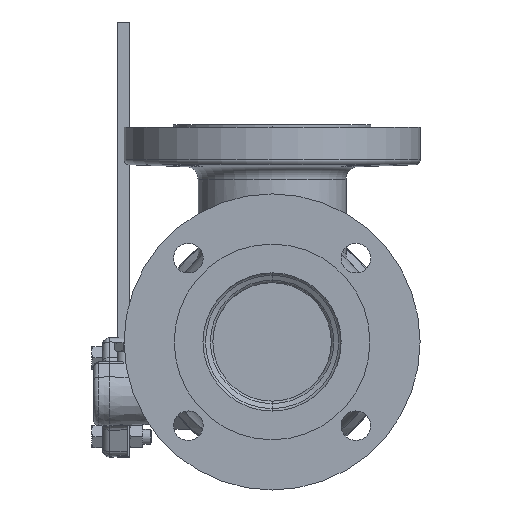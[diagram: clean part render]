
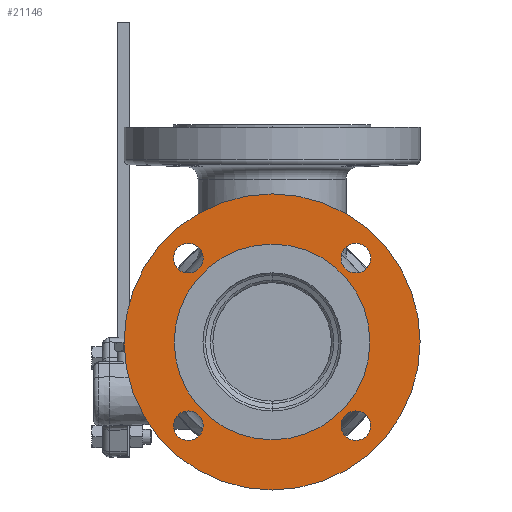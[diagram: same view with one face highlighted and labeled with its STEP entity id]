
A CAD part, front view. The second image highlights one B-rep face of the part: STEP entity #21146.
In plain terms, the highlighted planar face has unit normal (0, -1, 0).
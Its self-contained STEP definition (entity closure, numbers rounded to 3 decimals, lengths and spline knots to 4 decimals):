
#388 = CARTESIAN_POINT ( 'NONE',  ( 0., 0.1956, 0. ) ) ;
#835 = DIRECTION ( 'NONE',  ( 0., 1., 0. ) ) ;
#1102 = AXIS2_PLACEMENT_3D ( 'NONE', #26610, #835, #30904 ) ;
#1793 = FACE_OUTER_BOUND ( 'NONE', #48095, .T. ) ;
#2159 = CIRCLE ( 'NONE', #19005, 0.375 ) ;
#2361 = AXIS2_PLACEMENT_3D ( 'NONE', #3185, #33241, #7463 ) ;
#3185 = CARTESIAN_POINT ( 'NONE',  ( 0., 0.1956, 0. ) ) ;
#3493 = DIRECTION ( 'NONE',  ( 0., 0., -1. ) ) ;
#3835 = CARTESIAN_POINT ( 'NONE',  ( -2.1213, 0.1956, 2.1213 ) ) ;
#3851 = VERTEX_POINT ( 'NONE', #41177 ) ;
#3959 = ORIENTED_EDGE ( 'NONE', *, *, #20046, .T. ) ;
#6420 = DIRECTION ( 'NONE',  ( 0., 1., 0. ) ) ;
#7463 = DIRECTION ( 'NONE',  ( 0., 0., -1. ) ) ;
#7745 = CARTESIAN_POINT ( 'NONE',  ( -2.1213, 0.1956, -1.7463 ) ) ;
#7793 = CARTESIAN_POINT ( 'NONE',  ( -2.1213, 0.1956, 1.7463 ) ) ;
#7982 = DIRECTION ( 'NONE',  ( 0., 1., 0. ) ) ;
#8151 = DIRECTION ( 'NONE',  ( 0., 0., -1. ) ) ;
#8234 = AXIS2_PLACEMENT_3D ( 'NONE', #18726, #44236, #46138 ) ;
#8439 = EDGE_LOOP ( 'NONE', ( #26740, #47199 ) ) ;
#10129 = DIRECTION ( 'NONE',  ( 0., -1., 0. ) ) ;
#10237 = VERTEX_POINT ( 'NONE', #50460 ) ;
#10269 = EDGE_LOOP ( 'NONE', ( #51592, #45713 ) ) ;
#11025 = CIRCLE ( 'NONE', #13672, 0.375 ) ;
#11155 = VERTEX_POINT ( 'NONE', #49775 ) ;
#11178 = CARTESIAN_POINT ( 'NONE',  ( 2.1213, 0.1956, -1.7463 ) ) ;
#11760 = CARTESIAN_POINT ( 'NONE',  ( -2.1213, 0.1956, -2.1213 ) ) ;
#11835 = AXIS2_PLACEMENT_3D ( 'NONE', #23237, #53421, #27568 ) ;
#12831 = PLANE ( 'NONE',  #37592 ) ;
#13206 = FACE_BOUND ( 'NONE', #52056, .T. ) ;
#13672 = AXIS2_PLACEMENT_3D ( 'NONE', #33715, #7982, #38102 ) ;
#13728 = EDGE_CURVE ( 'NONE', #32681, #44569, #50285, .T. ) ;
#14372 = CIRCLE ( 'NONE', #1102, 0.375 ) ;
#14602 = CIRCLE ( 'NONE', #49516, 3.75 ) ;
#14799 = EDGE_LOOP ( 'NONE', ( #3959, #34273 ) ) ;
#15741 = EDGE_CURVE ( 'NONE', #45251, #3851, #2159, .T. ) ;
#15810 = ORIENTED_EDGE ( 'NONE', *, *, #20353, .T. ) ;
#16055 = CARTESIAN_POINT ( 'NONE',  ( 2.1213, 0.1956, 2.1213 ) ) ;
#16094 = DIRECTION ( 'NONE',  ( 0., 0., -1. ) ) ;
#18053 = DIRECTION ( 'NONE',  ( 0., 0., -1. ) ) ;
#18726 = CARTESIAN_POINT ( 'NONE',  ( 0., 0.1956, 0. ) ) ;
#19005 = AXIS2_PLACEMENT_3D ( 'NONE', #33693, #34699, #18053 ) ;
#20046 = EDGE_CURVE ( 'NONE', #3851, #45251, #42952, .T. ) ;
#20353 = EDGE_CURVE ( 'NONE', #26383, #35508, #14602, .T. ) ;
#20471 = CARTESIAN_POINT ( 'NONE',  ( 0., 0.1956, -3.75 ) ) ;
#21078 = CARTESIAN_POINT ( 'NONE',  ( 2.1213, 0.1956, -2.1213 ) ) ;
#21146 = ADVANCED_FACE ( 'NONE', ( #36138, #50328, #47598, #24647, #13206, #1793 ), #12831, .T. ) ;
#21589 = EDGE_CURVE ( 'NONE', #49743, #10237, #48279, .T. ) ;
#21821 = CIRCLE ( 'NONE', #11835, 2.4781 ) ;
#22431 = CARTESIAN_POINT ( 'NONE',  ( 0., 0.1956, -2.4781 ) ) ;
#23237 = CARTESIAN_POINT ( 'NONE',  ( 0., 0.1956, 0. ) ) ;
#23833 = CARTESIAN_POINT ( 'NONE',  ( 2.1213, 0.1956, 2.4963 ) ) ;
#24538 = CARTESIAN_POINT ( 'NONE',  ( -2.1213, 0.1956, 2.4963 ) ) ;
#24647 = FACE_BOUND ( 'NONE', #14799, .T. ) ;
#25072 = EDGE_CURVE ( 'NONE', #53371, #11155, #30458, .T. ) ;
#25416 = DIRECTION ( 'NONE',  ( 0., 1., 0. ) ) ;
#26383 = VERTEX_POINT ( 'NONE', #20471 ) ;
#26610 = CARTESIAN_POINT ( 'NONE',  ( 2.1213, 0.1956, -2.1213 ) ) ;
#26740 = ORIENTED_EDGE ( 'NONE', *, *, #52272, .T. ) ;
#27421 = AXIS2_PLACEMENT_3D ( 'NONE', #21078, #25416, #29758 ) ;
#27568 = DIRECTION ( 'NONE',  ( 0., 0., -1. ) ) ;
#28139 = CIRCLE ( 'NONE', #40339, 0.375 ) ;
#29509 = ORIENTED_EDGE ( 'NONE', *, *, #53827, .T. ) ;
#29758 = DIRECTION ( 'NONE',  ( 0., 0., -1. ) ) ;
#30458 = CIRCLE ( 'NONE', #27421, 0.375 ) ;
#30904 = DIRECTION ( 'NONE',  ( 0., 0., -1. ) ) ;
#32175 = DIRECTION ( 'NONE',  ( 0., 0., -1. ) ) ;
#32681 = VERTEX_POINT ( 'NONE', #7745 ) ;
#32773 = ORIENTED_EDGE ( 'NONE', *, *, #21589, .F. ) ;
#33241 = DIRECTION ( 'NONE',  ( 0., -1., 0. ) ) ;
#33578 = ORIENTED_EDGE ( 'NONE', *, *, #48140, .T. ) ;
#33693 = CARTESIAN_POINT ( 'NONE',  ( 2.1213, 0.1956, 2.1213 ) ) ;
#33715 = CARTESIAN_POINT ( 'NONE',  ( -2.1213, 0.1956, 2.1213 ) ) ;
#33899 = DIRECTION ( 'NONE',  ( 0., 1., 0. ) ) ;
#34273 = ORIENTED_EDGE ( 'NONE', *, *, #15741, .T. ) ;
#34699 = DIRECTION ( 'NONE',  ( 0., 1., 0. ) ) ;
#35508 = VERTEX_POINT ( 'NONE', #54361 ) ;
#36138 = FACE_BOUND ( 'NONE', #10269, .T. ) ;
#36542 = CARTESIAN_POINT ( 'NONE',  ( -2.1213, 0.1956, -2.1213 ) ) ;
#37243 = CIRCLE ( 'NONE', #44788, 0.375 ) ;
#37592 = AXIS2_PLACEMENT_3D ( 'NONE', #44304, #46866, #42747 ) ;
#38102 = DIRECTION ( 'NONE',  ( 0., 0., -1. ) ) ;
#39625 = EDGE_LOOP ( 'NONE', ( #29509, #44198 ) ) ;
#40339 = AXIS2_PLACEMENT_3D ( 'NONE', #11760, #41906, #16094 ) ;
#41177 = CARTESIAN_POINT ( 'NONE',  ( 2.1213, 0.1956, 1.7463 ) ) ;
#41906 = DIRECTION ( 'NONE',  ( 0., 1., 0. ) ) ;
#42747 = DIRECTION ( 'NONE',  ( 0., 0., -1. ) ) ;
#42952 = CIRCLE ( 'NONE', #47671, 0.375 ) ;
#44198 = ORIENTED_EDGE ( 'NONE', *, *, #25072, .T. ) ;
#44236 = DIRECTION ( 'NONE',  ( 0., -1., 0. ) ) ;
#44304 = CARTESIAN_POINT ( 'NONE',  ( 0., 0.1956, 4.4672 ) ) ;
#44389 = CARTESIAN_POINT ( 'NONE',  ( -2.1213, 0.1956, -2.4963 ) ) ;
#44569 = VERTEX_POINT ( 'NONE', #44389 ) ;
#44788 = AXIS2_PLACEMENT_3D ( 'NONE', #3835, #33899, #8151 ) ;
#45251 = VERTEX_POINT ( 'NONE', #23833 ) ;
#45713 = ORIENTED_EDGE ( 'NONE', *, *, #53574, .T. ) ;
#46138 = DIRECTION ( 'NONE',  ( 0., 0., -1. ) ) ;
#46200 = DIRECTION ( 'NONE',  ( 0., 1., 0. ) ) ;
#46866 = DIRECTION ( 'NONE',  ( 0., -1., 0. ) ) ;
#47199 = ORIENTED_EDGE ( 'NONE', *, *, #13728, .T. ) ;
#47598 = FACE_BOUND ( 'NONE', #39625, .T. ) ;
#47671 = AXIS2_PLACEMENT_3D ( 'NONE', #16055, #46200, #3493 ) ;
#48095 = EDGE_LOOP ( 'NONE', ( #15810, #33578 ) ) ;
#48140 = EDGE_CURVE ( 'NONE', #35508, #26383, #49385, .T. ) ;
#48279 = CIRCLE ( 'NONE', #8234, 2.4781 ) ;
#48541 = VERTEX_POINT ( 'NONE', #24538 ) ;
#49302 = ORIENTED_EDGE ( 'NONE', *, *, #53181, .F. ) ;
#49385 = CIRCLE ( 'NONE', #2361, 3.75 ) ;
#49516 = AXIS2_PLACEMENT_3D ( 'NONE', #388, #10129, #54523 ) ;
#49684 = AXIS2_PLACEMENT_3D ( 'NONE', #36542, #6420, #32175 ) ;
#49743 = VERTEX_POINT ( 'NONE', #22431 ) ;
#49775 = CARTESIAN_POINT ( 'NONE',  ( 2.1213, 0.1956, -2.4963 ) ) ;
#50285 = CIRCLE ( 'NONE', #49684, 0.375 ) ;
#50328 = FACE_BOUND ( 'NONE', #8439, .T. ) ;
#50460 = CARTESIAN_POINT ( 'NONE',  ( 0., 0.1956, 2.4781 ) ) ;
#51592 = ORIENTED_EDGE ( 'NONE', *, *, #55794, .T. ) ;
#52056 = EDGE_LOOP ( 'NONE', ( #32773, #49302 ) ) ;
#52272 = EDGE_CURVE ( 'NONE', #44569, #32681, #28139, .T. ) ;
#53181 = EDGE_CURVE ( 'NONE', #10237, #49743, #21821, .T. ) ;
#53371 = VERTEX_POINT ( 'NONE', #11178 ) ;
#53421 = DIRECTION ( 'NONE',  ( 0., -1., 0. ) ) ;
#53533 = VERTEX_POINT ( 'NONE', #7793 ) ;
#53574 = EDGE_CURVE ( 'NONE', #48541, #53533, #11025, .T. ) ;
#53827 = EDGE_CURVE ( 'NONE', #11155, #53371, #14372, .T. ) ;
#54361 = CARTESIAN_POINT ( 'NONE',  ( 0., 0.1956, 3.75 ) ) ;
#54523 = DIRECTION ( 'NONE',  ( 0., 0., -1. ) ) ;
#55794 = EDGE_CURVE ( 'NONE', #53533, #48541, #37243, .T. ) ;
